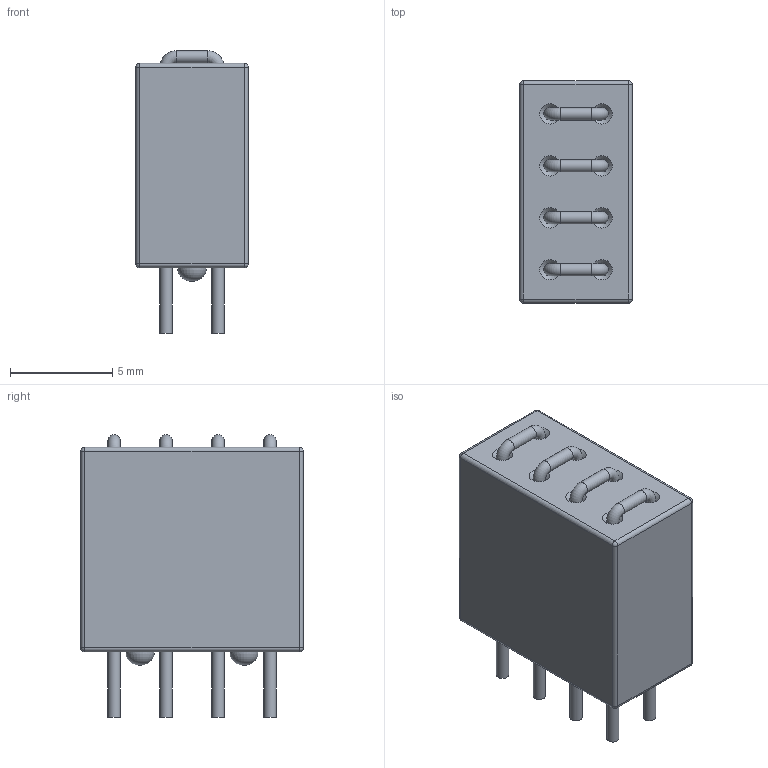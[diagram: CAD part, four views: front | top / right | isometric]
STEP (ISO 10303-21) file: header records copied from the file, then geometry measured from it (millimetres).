
FILE_DESCRIPTION(/* description */ ('Unknown'),/* implementation_level */ '2;1');
FILE_NAME(/* name */ 'FB_Wurth_WE-MLS_74273002',/* time_stamp */ '2025-06-18T10:18:11+08:00',/* author */ ('Unknown'),/* organization */ ('Unknown'),/* preprocessor_version */ 'ST-DEVELOPER v19.4',/* originating_system */ 'Solid Edge',/* authorisation */ 'Unknown');
FILE_SCHEMA (('AUTOMOTIVE_DESIGN {1 0 10303 214 3 1 1}'));
Length unit declared in the file: millimetre
Products named in the file (2): FB_Wurth_WE-MLS_74273002
Assembly tree (1 placements, depth 2):
  FB_Wurth_WE-MLS_74273002
    FB_Wurth_WE-MLS_74273002
Bounding box: 5.49 x 10.88 x 13.8 mm (x, y, z)
Volume: 607.4 mm3; surface area: 516.5 mm2
Topology: 1 solids, 1 shells, 82 faces, 179 edges, 101 vertices
Faces by surface type: cylinder 32, cone 16, plane 16, torus 10, sphere 8
Full cylindrical faces by diameter (mm): 0.6 x20
Entity records: 2417 total; most frequent: DIRECTION 360, CARTESIAN_POINT 276, ORIENTED_EDGE 216, AXIS2_PLACEMENT_3D 168, EDGE_LOOP 146, FACE_BOUND 146, EDGE_CURVE 108, VERTEX_POINT 84
